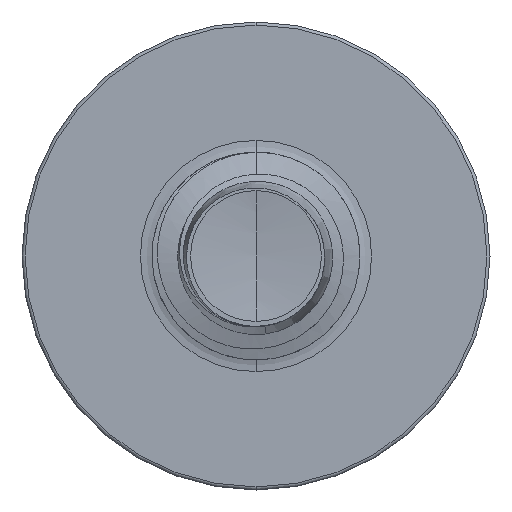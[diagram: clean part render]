
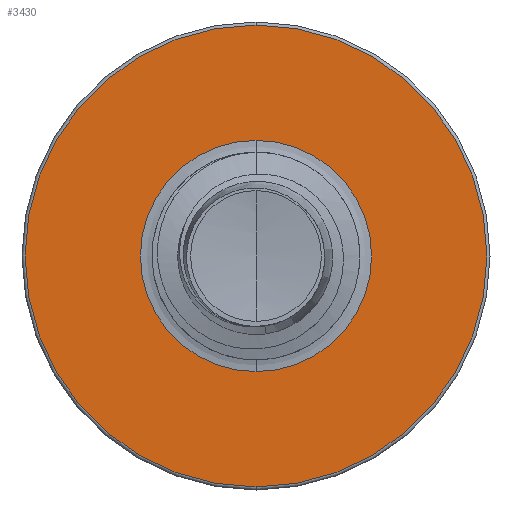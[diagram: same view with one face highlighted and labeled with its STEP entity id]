
A CAD part, front view. The second image highlights one B-rep face of the part: STEP entity #3430.
In plain terms, the highlighted planar face has unit normal (0, -1, 0).
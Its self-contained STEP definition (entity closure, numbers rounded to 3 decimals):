
#26 = CARTESIAN_POINT ( 'NONE',  ( 0., 2., 2.22 ) ) ;
#122 = DIRECTION ( 'NONE',  ( 0., 0., 1. ) ) ;
#124 = DIRECTION ( 'NONE',  ( 0., 1., 0. ) ) ;
#153 = CARTESIAN_POINT ( 'NONE',  ( 0., 2., 0. ) ) ;
#189 = DIRECTION ( 'NONE',  ( 0., 0., 1. ) ) ;
#203 = DIRECTION ( 'NONE',  ( 0., 1., 0. ) ) ;
#222 = CARTESIAN_POINT ( 'NONE',  ( 0., 2., 0. ) ) ;
#445 = EDGE_CURVE ( 'NONE', #7987, #2294, #5495, .T. ) ;
#461 = EDGE_CURVE ( 'NONE', #2926, #8553, #5254, .T. ) ;
#1269 = EDGE_LOOP ( 'NONE', ( #3294, #3454 ) ) ;
#1319 = DIRECTION ( 'NONE',  ( 0., 0., 1. ) ) ;
#1322 = DIRECTION ( 'NONE',  ( 0., 1., 0. ) ) ;
#1352 = CARTESIAN_POINT ( 'NONE',  ( 0., 2., 0. ) ) ;
#2211 = DIRECTION ( 'NONE',  ( 0., 0., 1. ) ) ;
#2214 = DIRECTION ( 'NONE',  ( 0., 1., 0. ) ) ;
#2225 = CARTESIAN_POINT ( 'NONE',  ( 0., 2., 0. ) ) ;
#2294 = VERTEX_POINT ( 'NONE', #2884 ) ;
#2586 = CARTESIAN_POINT ( 'NONE',  ( 0., 2., 1.112 ) ) ;
#2828 = AXIS2_PLACEMENT_3D ( 'NONE', #8987, #2962, #2946 ) ;
#2884 = CARTESIAN_POINT ( 'NONE',  ( 0., 2., -1.112 ) ) ;
#2926 = VERTEX_POINT ( 'NONE', #9594 ) ;
#2928 = ORIENTED_EDGE ( 'NONE', *, *, #4054, .F. ) ;
#2946 = DIRECTION ( 'NONE',  ( 0., 0., 1. ) ) ;
#2962 = DIRECTION ( 'NONE',  ( 0., 1., 0. ) ) ;
#3027 = PLANE ( 'NONE',  #2828 ) ;
#3106 = ORIENTED_EDGE ( 'NONE', *, *, #461, .F. ) ;
#3294 = ORIENTED_EDGE ( 'NONE', *, *, #445, .T. ) ;
#3430 = ADVANCED_FACE ( 'NONE', ( #7468, #8766 ), #3027, .F. ) ;
#3454 = ORIENTED_EDGE ( 'NONE', *, *, #4364, .T. ) ;
#3473 = CIRCLE ( 'NONE', #4721, 2.22 ) ;
#4054 = EDGE_CURVE ( 'NONE', #8553, #2926, #3473, .T. ) ;
#4364 = EDGE_CURVE ( 'NONE', #2294, #7987, #7084, .T. ) ;
#4721 = AXIS2_PLACEMENT_3D ( 'NONE', #2225, #2214, #2211 ) ;
#5254 = CIRCLE ( 'NONE', #8495, 2.22 ) ;
#5495 = CIRCLE ( 'NONE', #6965, 1.112 ) ;
#6965 = AXIS2_PLACEMENT_3D ( 'NONE', #222, #203, #189 ) ;
#7084 = CIRCLE ( 'NONE', #7784, 1.112 ) ;
#7468 = FACE_OUTER_BOUND ( 'NONE', #8556, .T. ) ;
#7784 = AXIS2_PLACEMENT_3D ( 'NONE', #1352, #1322, #1319 ) ;
#7987 = VERTEX_POINT ( 'NONE', #2586 ) ;
#8495 = AXIS2_PLACEMENT_3D ( 'NONE', #153, #124, #122 ) ;
#8553 = VERTEX_POINT ( 'NONE', #26 ) ;
#8556 = EDGE_LOOP ( 'NONE', ( #2928, #3106 ) ) ;
#8766 = FACE_BOUND ( 'NONE', #1269, .T. ) ;
#8987 = CARTESIAN_POINT ( 'NONE',  ( 0., 2., -1.112 ) ) ;
#9594 = CARTESIAN_POINT ( 'NONE',  ( 0., 2., -2.22 ) ) ;
